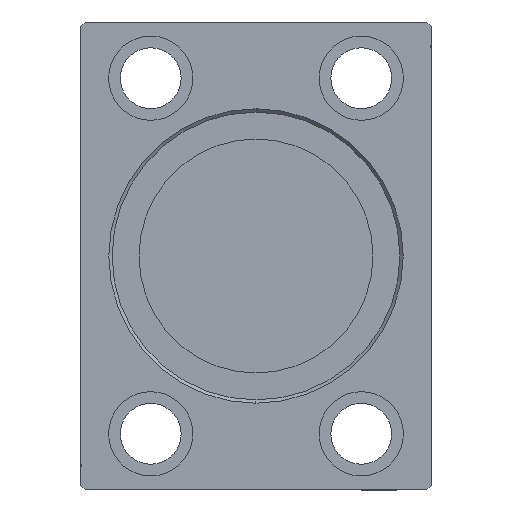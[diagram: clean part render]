
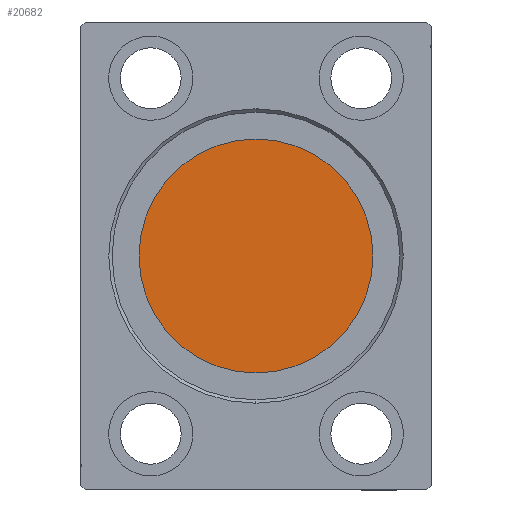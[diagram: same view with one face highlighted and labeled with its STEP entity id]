
A CAD part, left-side view. The second image highlights one B-rep face of the part: STEP entity #20682.
In plain terms, the highlighted planar face has unit normal (-1, 0, 0).
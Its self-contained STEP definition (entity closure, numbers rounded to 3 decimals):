
#238 = VERTEX_POINT ( 'NONE', #40696 ) ;
#6587 = DIRECTION ( 'NONE',  ( -1., 0., 0. ) ) ;
#7669 = VERTEX_POINT ( 'NONE', #40926 ) ;
#9797 = CARTESIAN_POINT ( 'NONE',  ( 144.2, 0., 0. ) ) ;
#10006 = DIRECTION ( 'NONE',  ( 0., 0., 1. ) ) ;
#10517 = DIRECTION ( 'NONE',  ( 0., 0., 1. ) ) ;
#10918 = CIRCLE ( 'NONE', #20506, 25. ) ;
#11019 = AXIS2_PLACEMENT_3D ( 'NONE', #26836, #13938, #10517 ) ;
#11770 = EDGE_LOOP ( 'NONE', ( #16825, #39316 ) ) ;
#13646 = DIRECTION ( 'NONE',  ( -1., 0., 0. ) ) ;
#13938 = DIRECTION ( 'NONE',  ( -1., 0., 0. ) ) ;
#16825 = ORIENTED_EDGE ( 'NONE', *, *, #20369, .T. ) ;
#19869 = AXIS2_PLACEMENT_3D ( 'NONE', #36013, #6587, #33018 ) ;
#19910 = FACE_OUTER_BOUND ( 'NONE', #11770, .T. ) ;
#20323 = PLANE ( 'NONE',  #19869 ) ;
#20369 = EDGE_CURVE ( 'NONE', #7669, #238, #29533, .T. ) ;
#20506 = AXIS2_PLACEMENT_3D ( 'NONE', #9797, #13646, #10006 ) ;
#20682 = ADVANCED_FACE ( 'NONE', ( #19910 ), #20323, .T. ) ;
#23400 = EDGE_CURVE ( 'NONE', #238, #7669, #10918, .T. ) ;
#26836 = CARTESIAN_POINT ( 'NONE',  ( 144.2, 0., 0. ) ) ;
#29533 = CIRCLE ( 'NONE', #11019, 25. ) ;
#33018 = DIRECTION ( 'NONE',  ( 0., 0., 1. ) ) ;
#36013 = CARTESIAN_POINT ( 'NONE',  ( 144.2, 0., 0. ) ) ;
#39316 = ORIENTED_EDGE ( 'NONE', *, *, #23400, .T. ) ;
#40696 = CARTESIAN_POINT ( 'NONE',  ( 144.2, 0., -25. ) ) ;
#40926 = CARTESIAN_POINT ( 'NONE',  ( 144.2, 0., 25. ) ) ;
